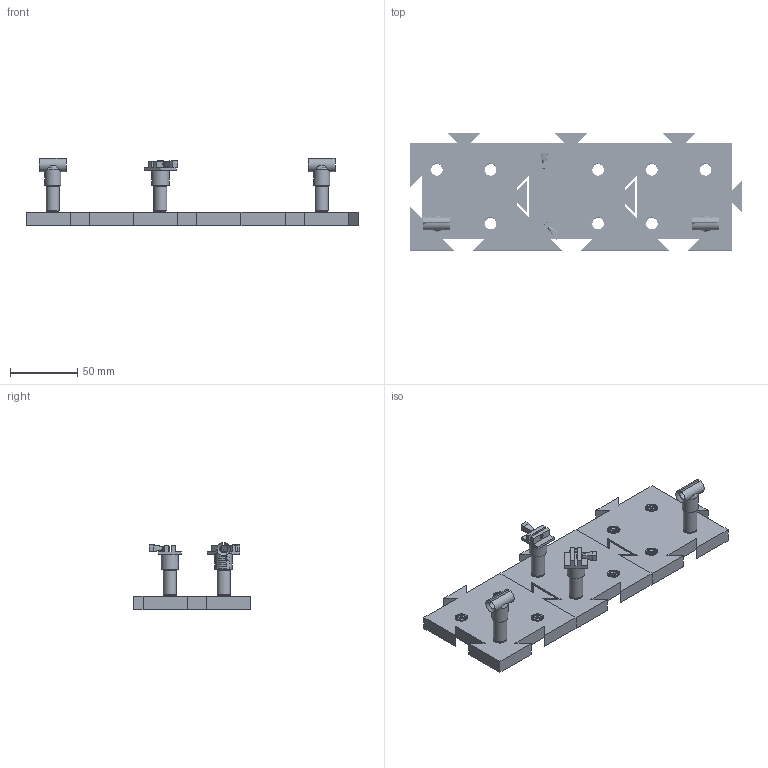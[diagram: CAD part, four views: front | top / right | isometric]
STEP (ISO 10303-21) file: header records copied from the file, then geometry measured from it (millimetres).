
FILE_DESCRIPTION(/* description */ (''),/* implementation_level */ '2;1');
FILE_NAME(/* name */ 'Sample Construction v0.step',/* time_stamp */ '2025-08-01T21:00:49-04:00',/* author */ (''),/* organization */ (''),/* preprocessor_version */ 'ST-DEVELOPER v20.1',/* originating_system */ 'Autodesk Translation Framework v14.10.0.0',/* authorisation */ '');
FILE_SCHEMA (('AUTOMOTIVE_DESIGN { 1 0 10303 214 3 1 1 }'));
Length unit declared in the file: millimetre
Products named in the file (6): Sample Construction; Base Breadboard Unit; Mirror Mount; Mirror Screw; 40mm Mounting Pole; TO-18 Mount, Threaded
Assembly tree (13 placements, depth 2):
  Sample Construction
    Base Breadboard Unit  x3
    40mm Mounting Pole  x4
    TO-18 Mount, Threaded  x2
    Mirror Mount  x2
    Mirror Screw  x2
Bounding box: 247.07 x 87.07 x 49.92 mm (x, y, z)
Volume: 197613.8 mm3; surface area: 71387.1 mm2
Topology: 15 solids, 15 shells, 740 faces, 2094 edges, 1388 vertices
Faces by surface type: cylinder 502, plane 154, bspline 72, cone 12
Full cylindrical faces by diameter (mm): 2.356 x10, 2.529 x12, 2.927 x12, 3.086 x4, 8.141 x44, 8.526 x94, 9.85 x48, 10.198 x94, 12 x2, 13 x2
Entity records: 27370 total; most frequent: CARTESIAN_POINT 20697, ORIENTED_EDGE 1580, DIRECTION 996, EDGE_CURVE 790, VERTEX_POINT 524, B_SPLINE_CURVE_WITH_KNOTS 416, AXIS2_PLACEMENT_3D 351, EDGE_LOOP 296
